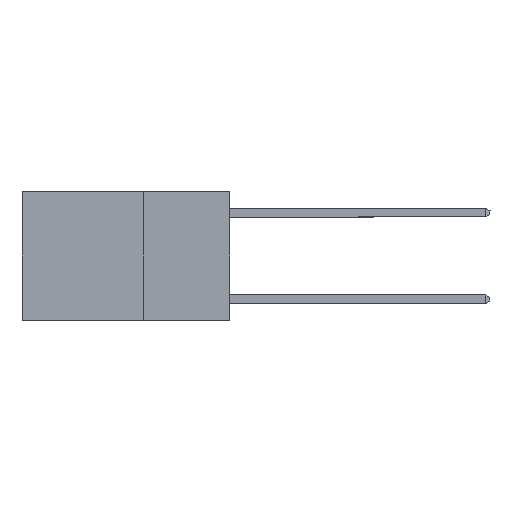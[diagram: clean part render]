
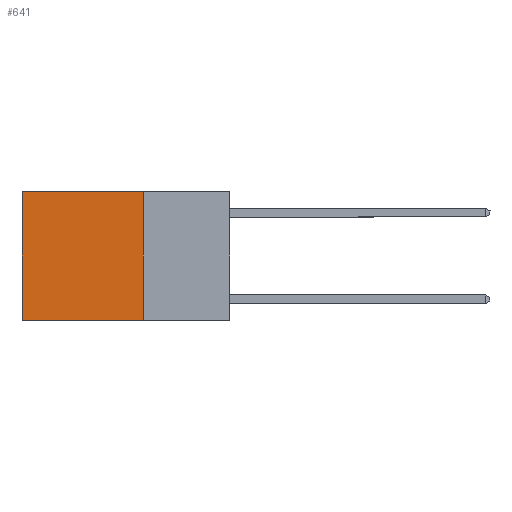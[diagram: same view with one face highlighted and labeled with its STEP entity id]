
A CAD part, left-side view. The second image highlights one B-rep face of the part: STEP entity #641.
In plain terms, the highlighted planar face has unit normal (-1, 0, 0).
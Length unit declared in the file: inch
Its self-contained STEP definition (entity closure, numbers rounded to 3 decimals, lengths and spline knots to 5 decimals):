
#22 = ORIENTED_EDGE ( 'NONE', *, *, #10640, .T. ) ;
#202 = LINE ( 'NONE', #8175, #5562 ) ;
#641 = ADVANCED_FACE ( 'NONE', ( #10814 ), #6573, .F. ) ;
#874 = VECTOR ( 'NONE', #11839, 39.37008 ) ;
#1250 = CARTESIAN_POINT ( 'NONE',  ( 0.2625, 0.6, -0.37 ) ) ;
#1389 = ORIENTED_EDGE ( 'NONE', *, *, #3063, .F. ) ;
#1422 = ORIENTED_EDGE ( 'NONE', *, *, #9425, .F. ) ;
#1641 = ORIENTED_EDGE ( 'NONE', *, *, #10843, .T. ) ;
#1929 = DIRECTION ( 'NONE',  ( 0., 0., -1. ) ) ;
#2952 = VERTEX_POINT ( 'NONE', #3325 ) ;
#3063 = EDGE_CURVE ( 'NONE', #8635, #5480, #4620, .T. ) ;
#3325 = CARTESIAN_POINT ( 'NONE',  ( 0.2625, 0.6, 0. ) ) ;
#3487 = CARTESIAN_POINT ( 'NONE',  ( 0.2625, 0.25, -0.37 ) ) ;
#4323 = VECTOR ( 'NONE', #9959, 39.37008 ) ;
#4377 = LINE ( 'NONE', #12343, #8744 ) ;
#4620 = LINE ( 'NONE', #10977, #4323 ) ;
#5480 = VERTEX_POINT ( 'NONE', #1250 ) ;
#5562 = VECTOR ( 'NONE', #9081, 39.37008 ) ;
#5563 = CARTESIAN_POINT ( 'NONE',  ( 0.2625, 0.25, 0. ) ) ;
#6573 = PLANE ( 'NONE',  #6924 ) ;
#6924 = AXIS2_PLACEMENT_3D ( 'NONE', #5563, #11477, #9225 ) ;
#7612 = CARTESIAN_POINT ( 'NONE',  ( 0.2625, 0.25, 0. ) ) ;
#7953 = VERTEX_POINT ( 'NONE', #7612 ) ;
#8175 = CARTESIAN_POINT ( 'NONE',  ( 0.2625, 0.25, 0. ) ) ;
#8635 = VERTEX_POINT ( 'NONE', #3487 ) ;
#8744 = VECTOR ( 'NONE', #1929, 39.37008 ) ;
#9081 = DIRECTION ( 'NONE',  ( 0., 1., 0. ) ) ;
#9225 = DIRECTION ( 'NONE',  ( 0., 0., -1. ) ) ;
#9425 = EDGE_CURVE ( 'NONE', #7953, #8635, #11993, .T. ) ;
#9959 = DIRECTION ( 'NONE',  ( 0., 1., 0. ) ) ;
#10640 = EDGE_CURVE ( 'NONE', #2952, #5480, #4377, .T. ) ;
#10717 = EDGE_LOOP ( 'NONE', ( #22, #1389, #1422, #1641 ) ) ;
#10814 = FACE_OUTER_BOUND ( 'NONE', #10717, .T. ) ;
#10843 = EDGE_CURVE ( 'NONE', #7953, #2952, #202, .T. ) ;
#10901 = CARTESIAN_POINT ( 'NONE',  ( 0.2625, 0.25, 0. ) ) ;
#10977 = CARTESIAN_POINT ( 'NONE',  ( 0.2625, 0.25, -0.37 ) ) ;
#11477 = DIRECTION ( 'NONE',  ( 1., 0., 0. ) ) ;
#11839 = DIRECTION ( 'NONE',  ( 0., 0., -1. ) ) ;
#11993 = LINE ( 'NONE', #10901, #874 ) ;
#12343 = CARTESIAN_POINT ( 'NONE',  ( 0.2625, 0.6, 0. ) ) ;
